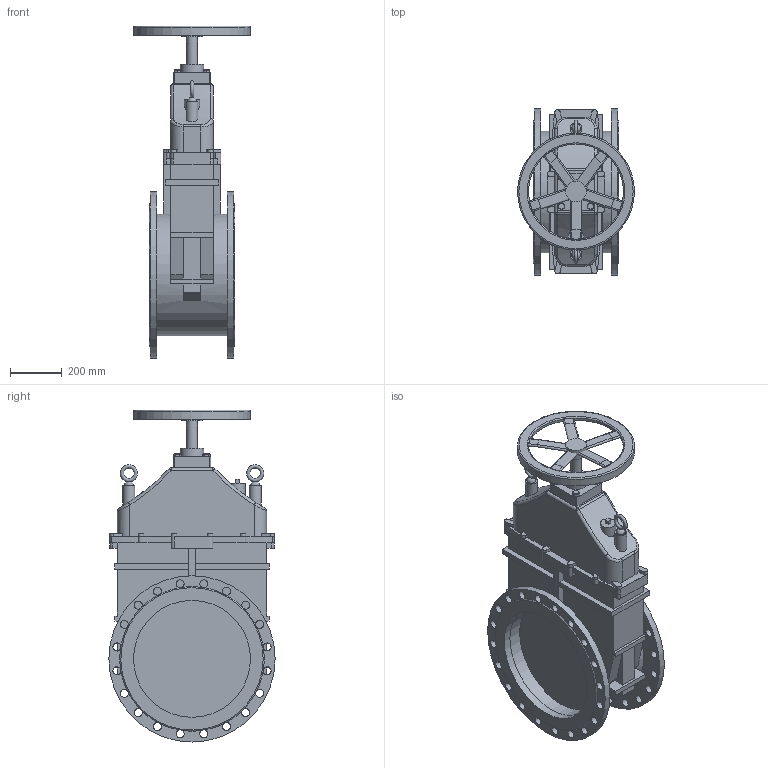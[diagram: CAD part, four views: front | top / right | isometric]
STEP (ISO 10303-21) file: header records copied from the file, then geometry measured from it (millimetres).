
FILE_DESCRIPTION(('STEP AP203'), '1');
FILE_NAME('3D_101-450-16', '', ('UNSPECIFIED'), ('UNSPECIFIED'), 'C3D Converter', 'C3D Toolkit', '');
FILE_SCHEMA(('CONFIG_CONTROL_DESIGN'));
Length unit declared in the file: millimetre
Bounding box: 450 x 640 x 1278 mm (x, y, z)
Volume: 92461531.6 mm3; surface area: 3159934.4 mm2
Topology: 23 solids, 23 shells, 4445 faces, 13226 edges, 8803 vertices
Faces by surface type: plane 4285, cylinder 135, torus 9, cone 6, sphere 6, bspline 4
Full cylindrical faces by diameter (mm): 31 x40, 42.52 x1, 45.709 x2, 80 x1, 90.354 x1, 366 x1, 380 x1, 430 x1, 450 x5, 467.717 x1, 640 x2
Entity records: 189260 total; most frequent: CARTESIAN_POINT 34265, ORIENTED_EDGE 26296, DIRECTION 22331, EDGE_CURVE 13148, LINE 12519, VECTOR 12519, VERTEX_POINT 8795, AXIS2_PLACEMENT_3D 4906
